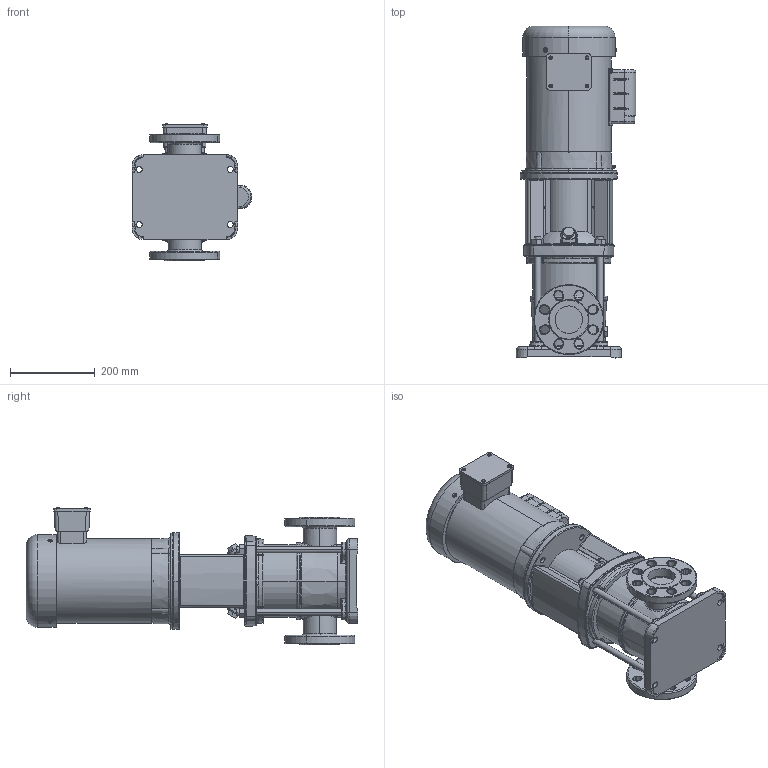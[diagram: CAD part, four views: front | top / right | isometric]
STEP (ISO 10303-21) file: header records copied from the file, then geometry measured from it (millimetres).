
FILE_DESCRIPTION (( 'STEP AP203' ), '1' );
FILE_NAME ('3303774 - MVI-100-1-3 HP-182TC-304-E-115_230V~1.step', '2022-03-30T15:09:13', ( '' ), ( '' ), 'SwSTEP 2.0', 'SolidWorks 2021', '' );
FILE_SCHEMA (( 'CONFIG_CONTROL_DESIGN' ));
Length unit declared in the file: inch
Products named in the file (5): sbi_n_20-1_flange(NEMA); 3303774 - MVI-100-1-3 HP-182TC-304-E-115_230V~1; ~1 MOTOR_3310885 - NEMA V2 3HP 182TC 115_230V~1 TEFC; 3310885 - NEMA V2 3HP 182TC 115_230V~1 TEFC; MVI PEO - [304-EPDM]_3304081 - MVI-100-1-3 HP-182TC-304-E-S
Assembly tree (4 placements, depth 3):
  3303774 - MVI-100-1-3 HP-182TC-304-E-115_230V~1
    MVI PEO - [304-EPDM]_3304081 - MVI-100-1-3 HP-182TC-304-E-S
      sbi_n_20-1_flange(NEMA)
    ~1 MOTOR_3310885 - NEMA V2 3HP 182TC 115_230V~1 TEFC
      3310885 - NEMA V2 3HP 182TC 115_230V~1 TEFC
Bounding box: 282.68 x 783.21 x 323.71 mm (x, y, z)
Volume: 24180149.5 mm3; surface area: 1079806.1 mm2
Topology: 4 solids, 4 shells, 2535 faces, 6671 edges, 4315 vertices
Faces by surface type: plane 1008, cylinder 934, bspline 349, cone 131, sphere 91, torus 22
Entity records: 109463 total; most frequent: CARTESIAN_POINT 48417, ORIENTED_EDGE 13294, DIRECTION 11962, EDGE_CURVE 6647, AXIS2_PLACEMENT_3D 4517, VERTEX_POINT 4313, VECTOR 2928, LINE 2928
